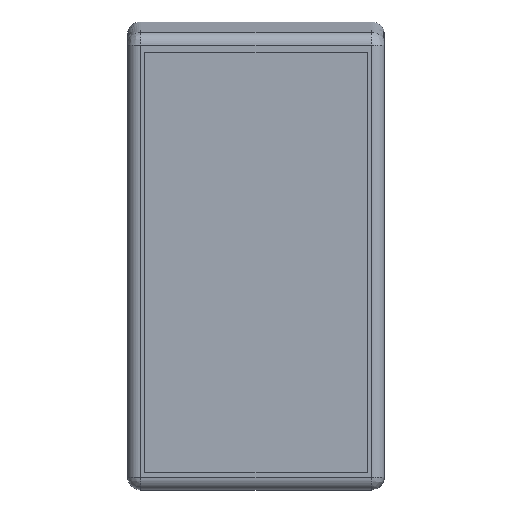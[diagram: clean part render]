
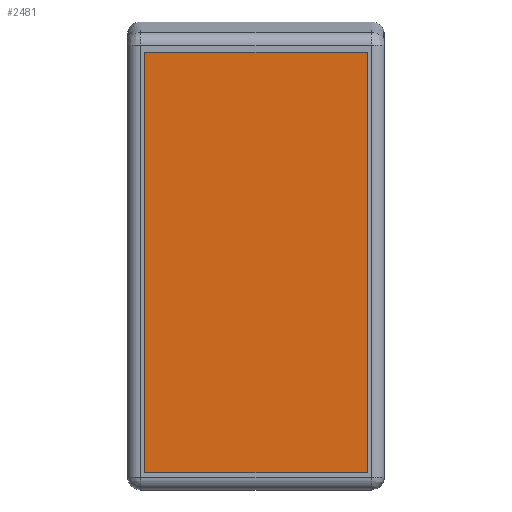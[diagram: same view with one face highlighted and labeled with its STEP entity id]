
A CAD part, front view. The second image highlights one B-rep face of the part: STEP entity #2481.
In plain terms, the highlighted free-form (B-spline) face has degree [1, 1] with [2, 2] control points.
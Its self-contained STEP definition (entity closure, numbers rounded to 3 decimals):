
#2446=CARTESIAN_POINT('',(-14.189,-7.4,53.209));
#2447=CARTESIAN_POINT('',(14.189,-7.4,53.209));
#2448=CARTESIAN_POINT('',(-14.189,-7.4,-0.436));
#2449=CARTESIAN_POINT('',(14.189,-7.4,-0.436));
#2450=B_SPLINE_SURFACE_WITH_KNOTS('',1,1,((#2446,#2448),(#2447,#2449)),.UNSPECIFIED.,.F.,.F.,.U.,(2,2),(2,2),(0.0,28.377),(0.0,53.645),.UNSPECIFIED.);
#2451=CARTESIAN_POINT('',(12.9,-7.4,50.773));
#2452=VERTEX_POINT('',#2451);
#2453=CARTESIAN_POINT('',(12.9,-7.4,2.0));
#2454=VERTEX_POINT('',#2453);
#2455=CARTESIAN_POINT('',(12.9,-7.4,50.773));
#2456=CARTESIAN_POINT('',(12.9,-7.4,2.0));
#2457=QUASI_UNIFORM_CURVE('',1,(#2455,#2456),.UNSPECIFIED.,.F.,.U.);
#2458=EDGE_CURVE('',#2452,#2454,#2457,.T.);
#2459=ORIENTED_EDGE('',*,*,#2458,.F.);
#2460=CARTESIAN_POINT('',(-12.9,-7.4,50.773));
#2461=VERTEX_POINT('',#2460);
#2462=CARTESIAN_POINT('',(-12.9,-7.4,50.773));
#2463=CARTESIAN_POINT('',(12.9,-7.4,50.773));
#2464=QUASI_UNIFORM_CURVE('',1,(#2462,#2463),.UNSPECIFIED.,.F.,.U.);
#2465=EDGE_CURVE('',#2461,#2452,#2464,.T.);
#2466=ORIENTED_EDGE('',*,*,#2465,.F.);
#2467=CARTESIAN_POINT('',(-12.9,-7.4,2.0));
#2468=VERTEX_POINT('',#2467);
#2469=CARTESIAN_POINT('',(-12.9,-7.4,2.0));
#2470=CARTESIAN_POINT('',(-12.9,-7.4,50.773));
#2471=QUASI_UNIFORM_CURVE('',1,(#2469,#2470),.UNSPECIFIED.,.F.,.U.);
#2472=EDGE_CURVE('',#2468,#2461,#2471,.T.);
#2473=ORIENTED_EDGE('',*,*,#2472,.F.);
#2474=CARTESIAN_POINT('',(12.9,-7.4,2.0));
#2475=CARTESIAN_POINT('',(-12.9,-7.4,2.0));
#2476=QUASI_UNIFORM_CURVE('',1,(#2474,#2475),.UNSPECIFIED.,.F.,.U.);
#2477=EDGE_CURVE('',#2454,#2468,#2476,.T.);
#2478=ORIENTED_EDGE('',*,*,#2477,.F.);
#2479=EDGE_LOOP('',(#2459,#2466,#2473,#2478));
#2480=FACE_OUTER_BOUND('',#2479,.T.);
#2481=ADVANCED_FACE('',(#2480),#2450,.F.);
